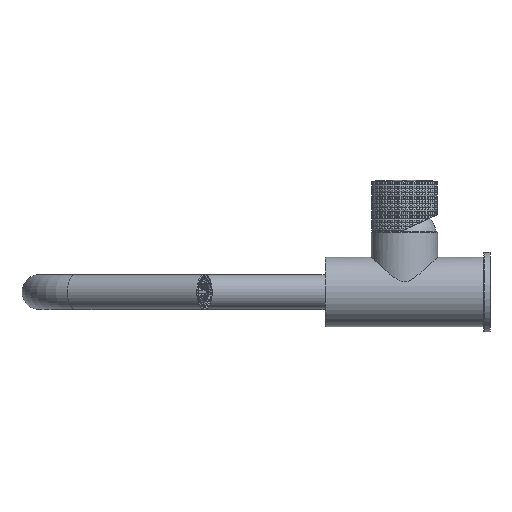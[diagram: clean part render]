
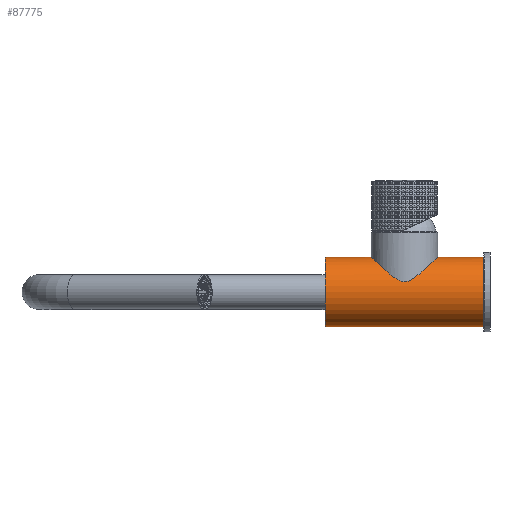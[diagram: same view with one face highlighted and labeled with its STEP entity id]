
A CAD part, left-side view. The second image highlights one B-rep face of the part: STEP entity #87775.
In plain terms, the highlighted cylindrical face has radius 22 mm (diameter 44 mm), a full revolution.
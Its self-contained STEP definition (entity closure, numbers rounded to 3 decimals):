
#895=LINE('',#163200,#5584);
#896=LINE('',#163220,#5585);
#5584=VECTOR('',#139803,1000.);
#5585=VECTOR('',#139804,1000.);
#10369=CYLINDRICAL_SURFACE('',#130236,22.);
#12997=B_SPLINE_CURVE_WITH_KNOTS('',3,(#163203,#163204,#163205,#163206,
#163207,#163208,#163209,#163210,#163211,#163212,#163213,#163214,#163215,
#163216,#163217,#163218),.UNSPECIFIED.,.F.,.F.,(4,1,1,1,1,1,1,1,1,1,1,1,
1,4),(0.,0.004,0.007,0.014,
0.022,0.025,0.029,0.036,
0.04,0.043,0.047,0.05,
0.054,0.058),.UNSPECIFIED.);
#12998=B_SPLINE_CURVE_WITH_KNOTS('',3,(#163222,#163223,#163224,#163225,
#163226,#163227,#163228,#163229,#163230,#163231,#163232,#163233,#163234,
#163235,#163236,#163237),.UNSPECIFIED.,.F.,.F.,(4,1,1,1,1,1,1,1,1,1,1,1,
1,4),(0.,0.004,0.007,0.014,
0.022,0.025,0.029,0.032,
0.036,0.04,0.043,0.05,
0.054,0.058),.UNSPECIFIED.);
#22450=ORIENTED_EDGE('',*,*,#49285,.T.);
#22451=ORIENTED_EDGE('',*,*,#49286,.F.);
#22452=ORIENTED_EDGE('',*,*,#49287,.F.);
#22453=ORIENTED_EDGE('',*,*,#49288,.T.);
#22454=ORIENTED_EDGE('',*,*,#49289,.F.);
#22455=ORIENTED_EDGE('',*,*,#49290,.T.);
#49285=EDGE_CURVE('',#63036,#63036,#72171,.T.);
#49286=EDGE_CURVE('',#63037,#63037,#72172,.T.);
#49287=EDGE_CURVE('',#63038,#63039,#895,.T.);
#49288=EDGE_CURVE('',#63038,#63040,#12997,.T.);
#49289=EDGE_CURVE('',#63041,#63040,#896,.F.);
#49290=EDGE_CURVE('',#63041,#63039,#12998,.T.);
#63036=VERTEX_POINT('',#163197);
#63037=VERTEX_POINT('',#163199);
#63038=VERTEX_POINT('',#163201);
#63039=VERTEX_POINT('',#163202);
#63040=VERTEX_POINT('',#163219);
#63041=VERTEX_POINT('',#163221);
#72171=CIRCLE('',#130237,22.);
#72172=CIRCLE('',#130238,22.);
#74932=EDGE_LOOP('',(#22450));
#74933=EDGE_LOOP('',(#22451));
#74934=EDGE_LOOP('',(#22452,#22453,#22454,#22455));
#80491=FACE_BOUND('',#74932,.T.);
#80492=FACE_BOUND('',#74933,.T.);
#80493=FACE_BOUND('',#74934,.T.);
#87775=ADVANCED_FACE('',(#80491,#80492,#80493),#10369,.T.);
#130236=AXIS2_PLACEMENT_3D('',#163195,#139797,#139798);
#130237=AXIS2_PLACEMENT_3D('',#163196,#139799,#139800);
#130238=AXIS2_PLACEMENT_3D('',#163198,#139801,#139802);
#139797=DIRECTION('',(0.,0.,-1.));
#139798=DIRECTION('',(-1.,0.,0.));
#139799=DIRECTION('',(0.,0.,-1.));
#139800=DIRECTION('',(-1.,0.,0.));
#139801=DIRECTION('',(0.,0.,-1.));
#139802=DIRECTION('',(-1.,0.,0.));
#139803=DIRECTION('',(0.,0.,-1.));
#139804=DIRECTION('',(0.,0.,-1.));
#163195=CARTESIAN_POINT('',(0.,0.,90.));
#163196=CARTESIAN_POINT('',(0.,0.,100.));
#163197=CARTESIAN_POINT('',(-22.,0.,100.));
#163198=CARTESIAN_POINT('',(0.,0.,0.));
#163199=CARTESIAN_POINT('',(-22.,0.,0.));
#163200=CARTESIAN_POINT('',(11.25,-18.906,90.));
#163201=CARTESIAN_POINT('',(11.25,-18.906,53.623));
#163202=CARTESIAN_POINT('',(11.25,-18.906,46.377));
#163203=CARTESIAN_POINT('',(11.25,-18.906,53.623));
#163204=CARTESIAN_POINT('',(11.62,-18.686,54.772));
#163205=CARTESIAN_POINT('',(12.598,-18.074,56.879));
#163206=CARTESIAN_POINT('',(14.987,-16.242,60.694));
#163207=CARTESIAN_POINT('',(18.109,-12.958,64.705));
#163208=CARTESIAN_POINT('',(20.645,-8.189,67.693));
#163209=CARTESIAN_POINT('',(21.794,-3.65,69.015));
#163210=CARTESIAN_POINT('',(22.207,1.212,69.485));
#163211=CARTESIAN_POINT('',(21.377,6.016,68.544));
#163212=CARTESIAN_POINT('',(19.635,10.092,66.504));
#163213=CARTESIAN_POINT('',(18.037,12.712,64.574));
#163214=CARTESIAN_POINT('',(16.242,14.921,62.294));
#163215=CARTESIAN_POINT('',(14.402,16.69,59.76));
#163216=CARTESIAN_POINT('',(12.599,18.074,56.882));
#163217=CARTESIAN_POINT('',(11.619,18.686,54.77));
#163218=CARTESIAN_POINT('',(11.25,18.906,53.623));
#163219=CARTESIAN_POINT('',(11.25,18.906,53.623));
#163220=CARTESIAN_POINT('',(11.25,18.906,90.));
#163221=CARTESIAN_POINT('',(11.25,18.906,46.377));
#163222=CARTESIAN_POINT('',(11.25,18.906,46.377));
#163223=CARTESIAN_POINT('',(11.62,18.686,45.228));
#163224=CARTESIAN_POINT('',(12.597,18.075,43.122));
#163225=CARTESIAN_POINT('',(14.985,16.244,39.31));
#163226=CARTESIAN_POINT('',(18.105,12.964,35.3));
#163227=CARTESIAN_POINT('',(20.64,8.195,32.312));
#163228=CARTESIAN_POINT('',(21.792,3.669,30.987));
#163229=CARTESIAN_POINT('',(22.102,-0.003,30.634));
#163230=CARTESIAN_POINT('',(21.801,-3.606,30.977));
#163231=CARTESIAN_POINT('',(20.94,-7.034,31.968));
#163232=CARTESIAN_POINT('',(19.64,-10.082,33.489));
#163233=CARTESIAN_POINT('',(17.509,-13.58,36.067));
#163234=CARTESIAN_POINT('',(14.991,-16.239,39.305));
#163235=CARTESIAN_POINT('',(12.616,-18.062,43.086));
#163236=CARTESIAN_POINT('',(11.618,-18.687,45.234));
#163237=CARTESIAN_POINT('',(11.25,-18.906,46.377));
